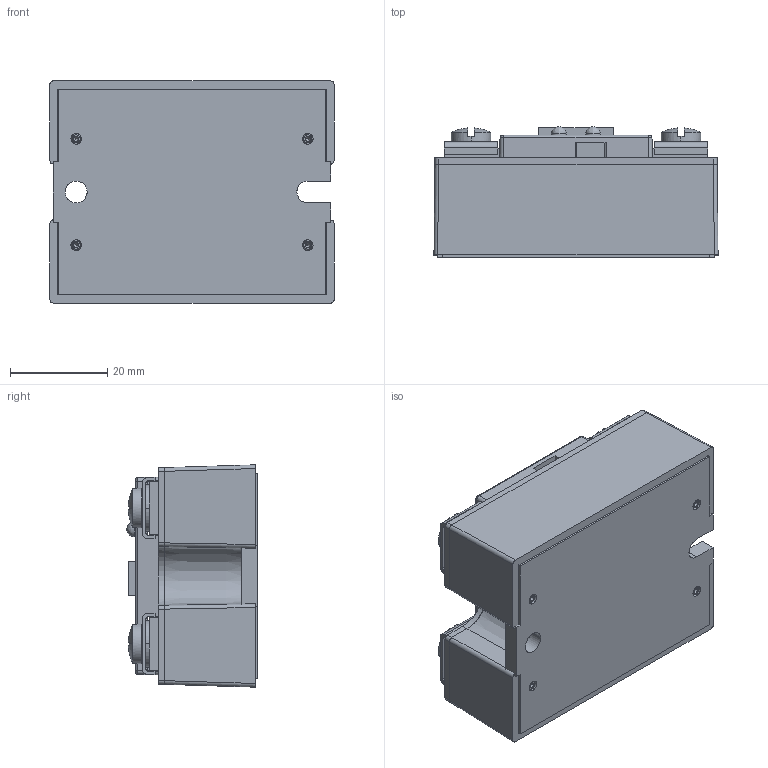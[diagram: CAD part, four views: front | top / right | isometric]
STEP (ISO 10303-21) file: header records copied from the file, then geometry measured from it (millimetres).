
FILE_DESCRIPTION (( 'STEP AP214' ), '1' );
FILE_NAME ('104805.STEP', '2016-12-07T23:36:08', ( '' ), ( '' ), 'SwSTEP 2.0', 'SolidWorks 2015', '' );
FILE_SCHEMA (( 'AUTOMOTIVE_DESIGN' ));
Length unit declared in the file: inch
Products named in the file (1): 104805
Bounding box: 58.42 x 26.9 x 45.72 mm (x, y, z)
Surface area: 19021.5 mm2 (no closed solid volume)
Topology: 0 solids, 458 shells, 504 faces, 3108 edges, 3050 vertices
Faces by surface type: plane 302, cylinder 109, bspline 64, cone 29
Entity records: 42261 total; most frequent: CARTESIAN_POINT 15003, DIRECTION 3272, ORIENTED_EDGE 3183, EDGE_CURVE 3096, VERTEX_POINT 3050, VECTOR 1860, LINE 1860, B_SPLINE_CURVE_WITH_KNOTS 826
